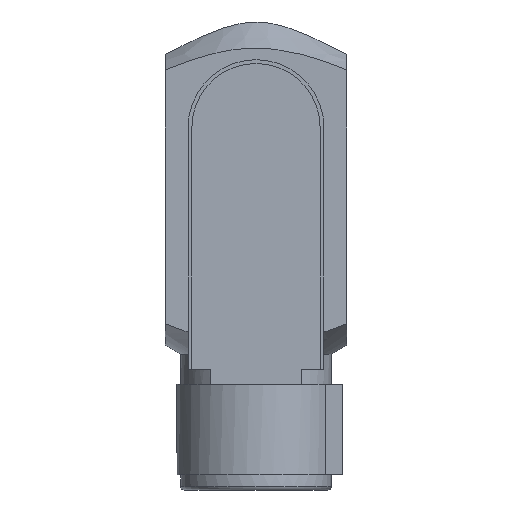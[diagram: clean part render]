
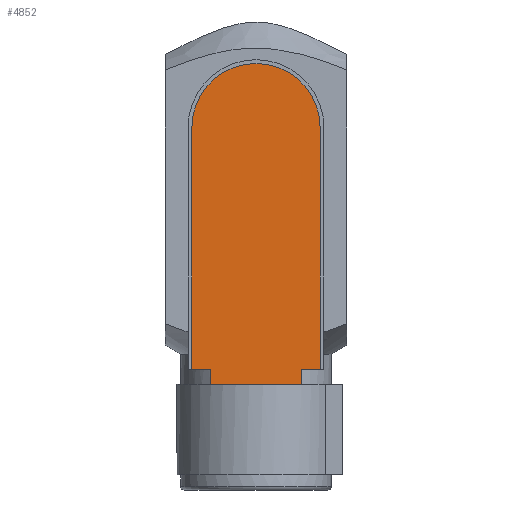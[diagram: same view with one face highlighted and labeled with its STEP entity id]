
A CAD part, left-side view. The second image highlights one B-rep face of the part: STEP entity #4852.
In plain terms, the highlighted planar face has unit normal (-1, 0, 0).
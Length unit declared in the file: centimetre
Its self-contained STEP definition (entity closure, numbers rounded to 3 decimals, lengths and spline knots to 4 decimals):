
#42=CIRCLE($,#5006,0.85);
#195=PLANE($,#5007);
#449=FACE_OUTER_BOUND($,#730,.T.);
#730=EDGE_LOOP($,(#4401,#4402,#4403,#4404,#4405,#4406,#4407,#4408));
#1152=LINE($,#9277,#1585);
#1153=LINE($,#9280,#1586);
#1157=LINE($,#9290,#1590);
#1158=LINE($,#9292,#1591);
#1159=LINE($,#9294,#1592);
#1160=LINE($,#9296,#1593);
#1161=LINE($,#9297,#1594);
#1585=VECTOR($,#5693,3.2);
#1586=VECTOR($,#5696,0.25);
#1590=VECTOR($,#5708,3.2);
#1591=VECTOR($,#5709,0.25);
#1592=VECTOR($,#5710,0.2);
#1593=VECTOR($,#5711,1.2);
#1594=VECTOR($,#5712,0.2);
#2322=VERTEX_POINT($,#9273);
#2323=VERTEX_POINT($,#9275);
#2324=VERTEX_POINT($,#9279);
#2325=VERTEX_POINT($,#9285);
#2326=VERTEX_POINT($,#9289);
#2327=VERTEX_POINT($,#9291);
#2328=VERTEX_POINT($,#9293);
#2329=VERTEX_POINT($,#9295);
#3019=EDGE_CURVE($,#2323,#2322,#1152,.T.);
#3020=EDGE_CURVE($,#2324,#2322,#1153,.T.);
#3024=EDGE_CURVE($,#2325,#2323,#42,.T.);
#3025=EDGE_CURVE($,#2325,#2326,#1157,.T.);
#3026=EDGE_CURVE($,#2326,#2327,#1158,.T.);
#3027=EDGE_CURVE($,#2327,#2328,#1159,.T.);
#3028=EDGE_CURVE($,#2328,#2329,#1160,.T.);
#3029=EDGE_CURVE($,#2324,#2329,#1161,.T.);
#4401=ORIENTED_EDGE($,*,*,#3019,.F.);
#4402=ORIENTED_EDGE($,*,*,#3024,.F.);
#4403=ORIENTED_EDGE($,*,*,#3025,.T.);
#4404=ORIENTED_EDGE($,*,*,#3026,.T.);
#4405=ORIENTED_EDGE($,*,*,#3027,.T.);
#4406=ORIENTED_EDGE($,*,*,#3028,.T.);
#4407=ORIENTED_EDGE($,*,*,#3029,.F.);
#4408=ORIENTED_EDGE($,*,*,#3020,.T.);
#4852=ADVANCED_FACE($,(#449),#195,.F.);
#5006=AXIS2_PLACEMENT_3D($,#9287,#5704,#5705);
#5007=AXIS2_PLACEMENT_3D($,#9288,#5706,#5707);
#5693=DIRECTION($,(0.,0.,-1.));
#5696=DIRECTION($,(0.,-1.,0.));
#5704=DIRECTION('center_axis',(1.,0.,0.));
#5705=DIRECTION('ref_axis',(0.,0.,-1.));
#5706=DIRECTION('center_axis',(1.,0.,0.));
#5707=DIRECTION('ref_axis',(0.,0.,-1.));
#5708=DIRECTION($,(0.,0.,-1.));
#5709=DIRECTION($,(0.,-1.,0.));
#5710=DIRECTION($,(0.,0.,-1.));
#5711=DIRECTION($,(0.,-1.,0.));
#5712=DIRECTION($,(0.,0.,-1.));
#9273=CARTESIAN_POINT('',(-1.25,-0.85,0.2));
#9275=CARTESIAN_POINT('',(-1.25,-0.85,3.4));
#9277=CARTESIAN_POINT($,(-1.25,-0.85,3.4));
#9279=CARTESIAN_POINT('',(-1.25,-0.6,0.2));
#9280=CARTESIAN_POINT($,(-1.25,-0.6,0.2));
#9285=CARTESIAN_POINT('',(-1.25,0.85,3.4));
#9287=CARTESIAN_POINT('Origin',(-1.25,0.,3.4));
#9288=CARTESIAN_POINT('Origin',(-1.25,0.6,0.2));
#9289=CARTESIAN_POINT('',(-1.25,0.85,0.2));
#9290=CARTESIAN_POINT($,(-1.25,0.85,3.4));
#9291=CARTESIAN_POINT('',(-1.25,0.6,0.2));
#9292=CARTESIAN_POINT($,(-1.25,0.85,0.2));
#9293=CARTESIAN_POINT('',(-1.25,0.6,0.));
#9294=CARTESIAN_POINT($,(-1.25,0.6,0.2));
#9295=CARTESIAN_POINT('',(-1.25,-0.6,0.));
#9296=CARTESIAN_POINT($,(-1.25,0.6,0.));
#9297=CARTESIAN_POINT($,(-1.25,-0.6,0.2));
